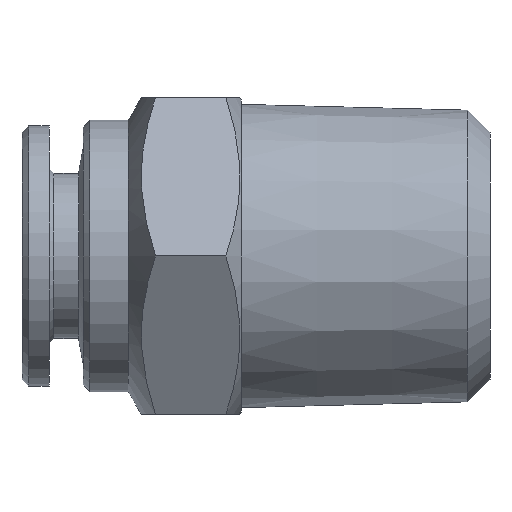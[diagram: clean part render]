
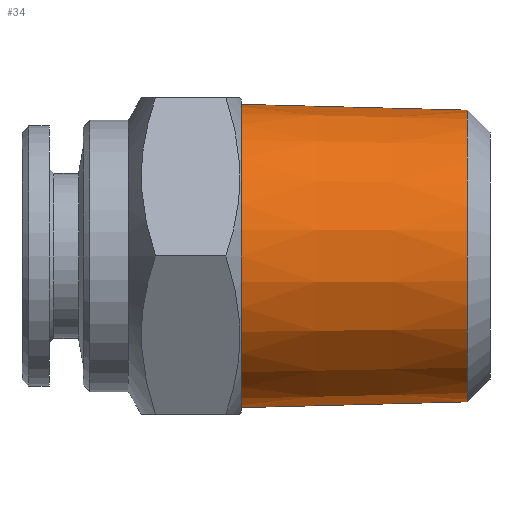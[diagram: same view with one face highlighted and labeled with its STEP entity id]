
A CAD part, left-side view. The second image highlights one B-rep face of the part: STEP entity #34.
In plain terms, the highlighted conical face has half-angle 1.47 degrees and reference radius 6.707 mm.
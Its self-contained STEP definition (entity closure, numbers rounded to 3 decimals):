
#33 = EDGE_CURVE ( 'NONE', #351, #345, #449, .T. ) ;
#34 = ADVANCED_FACE ( 'NONE', ( #432 ), #463, .T. ) ;
#35 = EDGE_LOOP ( 'NONE', ( #36, #148, #149, #150 ) ) ;
#36 = ORIENTED_EDGE ( 'NONE', *, *, #344, .F. ) ;
#148 = ORIENTED_EDGE ( 'NONE', *, *, #33, .F. ) ;
#149 = ORIENTED_EDGE ( 'NONE', *, *, #349, .T. ) ;
#150 = ORIENTED_EDGE ( 'NONE', *, *, #151, .T. ) ;
#151 = EDGE_CURVE ( 'NONE', #334, #358, #730, .T. ) ;
#334 = VERTEX_POINT ( 'NONE', #1064 ) ;
#344 = EDGE_CURVE ( 'NONE', #345, #358, #988, .T. ) ;
#345 = VERTEX_POINT ( 'NONE', #984 ) ;
#349 = EDGE_CURVE ( 'NONE', #351, #334, #995, .T. ) ;
#351 = VERTEX_POINT ( 'NONE', #1015 ) ;
#358 = VERTEX_POINT ( 'NONE', #1056 ) ;
#432 = FACE_OUTER_BOUND ( 'NONE', #35, .T. ) ;
#433 = DIRECTION ( 'NONE',  ( 0., 0., -1. ) ) ;
#434 = DIRECTION ( 'NONE',  ( 0., -1., 0. ) ) ;
#435 = CARTESIAN_POINT ( 'NONE',  ( 0., 1., 0. ) ) ;
#436 = AXIS2_PLACEMENT_3D ( 'NONE', #435, #434, #433 ) ;
#449 = CIRCLE ( 'NONE', #436, 6.45 ) ;
#463 = CONICAL_SURFACE ( 'NONE', #467, 6.707, 0.026 ) ;
#464 = CARTESIAN_POINT ( 'NONE',  ( 0., 11., 0. ) ) ;
#465 = DIRECTION ( 'NONE',  ( 0., 0., 1. ) ) ;
#466 = DIRECTION ( 'NONE',  ( 0., 1., 0. ) ) ;
#467 = AXIS2_PLACEMENT_3D ( 'NONE', #464, #466, #465 ) ;
#696 = DIRECTION ( 'NONE',  ( 0., 0., -1. ) ) ;
#727 = DIRECTION ( 'NONE',  ( 0., -1., 0. ) ) ;
#728 = CARTESIAN_POINT ( 'NONE',  ( 0., 11., 0. ) ) ;
#729 = AXIS2_PLACEMENT_3D ( 'NONE', #728, #727, #696 ) ;
#730 = CIRCLE ( 'NONE', #729, 6.707 ) ;
#984 = CARTESIAN_POINT ( 'NONE',  ( 0., 1., -6.45 ) ) ;
#985 = DIRECTION ( 'NONE',  ( 0., 1., -0.026 ) ) ;
#986 = VECTOR ( 'NONE', #985, 1000. ) ;
#987 = CARTESIAN_POINT ( 'NONE',  ( 0., 11., -6.707 ) ) ;
#988 = LINE ( 'NONE', #987, #986 ) ;
#995 = LINE ( 'NONE', #1023, #1022 ) ;
#1015 = CARTESIAN_POINT ( 'NONE',  ( 0., 1., 6.45 ) ) ;
#1021 = DIRECTION ( 'NONE',  ( 0., 1., 0.026 ) ) ;
#1022 = VECTOR ( 'NONE', #1021, 1000. ) ;
#1023 = CARTESIAN_POINT ( 'NONE',  ( 0., 11., 6.707 ) ) ;
#1056 = CARTESIAN_POINT ( 'NONE',  ( 0., 11., -6.707 ) ) ;
#1064 = CARTESIAN_POINT ( 'NONE',  ( 0., 11., 6.707 ) ) ;
